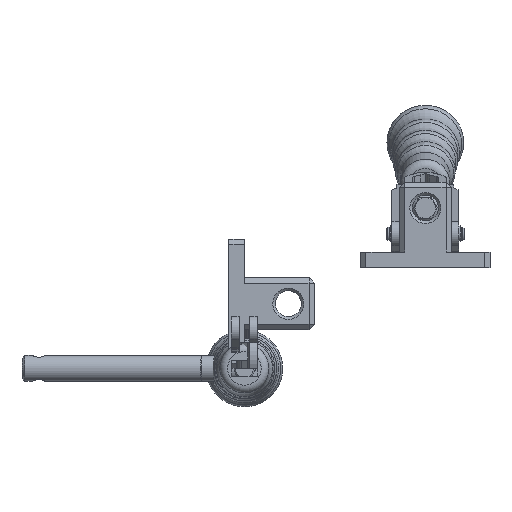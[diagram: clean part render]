
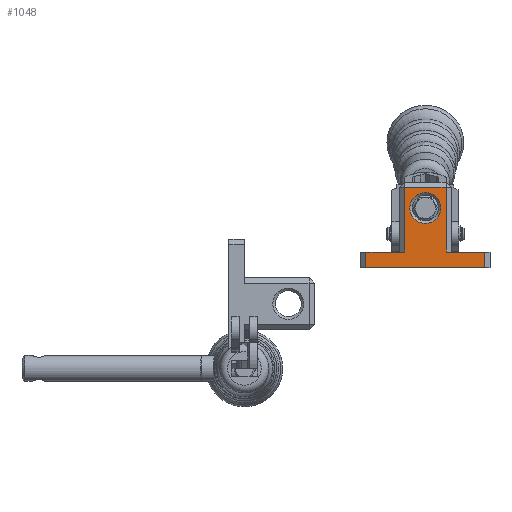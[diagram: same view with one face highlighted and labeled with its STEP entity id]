
A CAD part, left-side view. The second image highlights one B-rep face of the part: STEP entity #1048.
In plain terms, the highlighted face is planar.
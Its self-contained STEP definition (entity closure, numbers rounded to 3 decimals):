
#1048 = ADVANCED_FACE( '', ( #2307, #2308 ), #2309, .F. );
#2307 = FACE_BOUND( '', #3620, .T. );
#2308 = FACE_OUTER_BOUND( '', #3621, .T. );
#2309 = PLANE( '', #3622 );
#3620 = EDGE_LOOP( '', ( #5972 ) );
#3621 = EDGE_LOOP( '', ( #5973, #5974, #5975, #5976, #5977, #5978, #5979, #5980 ) );
#3622 = AXIS2_PLACEMENT_3D( '', #5981, #5982, #5983 );
#5972 = ORIENTED_EDGE( '', *, *, #6275, .T. );
#5973 = ORIENTED_EDGE( '', *, *, #6242, .T. );
#5974 = ORIENTED_EDGE( '', *, *, #6183, .T. );
#5975 = ORIENTED_EDGE( '', *, *, #6487, .T. );
#5976 = ORIENTED_EDGE( '', *, *, #6462, .F. );
#5977 = ORIENTED_EDGE( '', *, *, #6942, .T. );
#5978 = ORIENTED_EDGE( '', *, *, #6168, .T. );
#5979 = ORIENTED_EDGE( '', *, *, #6336, .T. );
#5980 = ORIENTED_EDGE( '', *, *, #6220, .T. );
#5981 = CARTESIAN_POINT( '', ( 0., 6., 50. ) );
#5982 = DIRECTION( '', ( -1., 0., 0. ) );
#5983 = DIRECTION( '', ( 0., 0., 1. ) );
#6168 = EDGE_CURVE( '', #7075, #7076, #7077, .T. );
#6183 = EDGE_CURVE( '', #7104, #7102, #7105, .T. );
#6220 = EDGE_CURVE( '', #7163, #7165, #7167, .T. );
#6242 = EDGE_CURVE( '', #7165, #7104, #7200, .T. );
#6275 = EDGE_CURVE( '', #7254, #7254, #7255, .T. );
#6336 = EDGE_CURVE( '', #7076, #7163, #7355, .T. );
#6462 = EDGE_CURVE( '', #7565, #7567, #7568, .T. );
#6487 = EDGE_CURVE( '', #7102, #7567, #7608, .T. );
#6942 = EDGE_CURVE( '', #7565, #7075, #8219, .T. );
#7075 = VERTEX_POINT( '', #8389 );
#7076 = VERTEX_POINT( '', #8390 );
#7077 = LINE( '', #8391, #8392 );
#7102 = VERTEX_POINT( '', #8427 );
#7104 = VERTEX_POINT( '', #8430 );
#7105 = LINE( '', #8431, #8432 );
#7163 = VERTEX_POINT( '', #8499 );
#7165 = VERTEX_POINT( '', #8502 );
#7167 = LINE( '', #8505, #8506 );
#7200 = LINE( '', #8546, #8547 );
#7254 = VERTEX_POINT( '', #8607 );
#7255 = CIRCLE( '', #8608, 6. );
#7355 = LINE( '', #8921, #8922 );
#7565 = VERTEX_POINT( '', #9216 );
#7567 = VERTEX_POINT( '', #9219 );
#7568 = LINE( '', #9220, #9221 );
#7608 = LINE( '', #9285, #9286 );
#8219 = LINE( '', #10054, #10055 );
#8389 = CARTESIAN_POINT( '', ( 0., 0., 48. ) );
#8390 = CARTESIAN_POINT( '', ( 0., 0., 33. ) );
#8391 = CARTESIAN_POINT( '', ( 0., 0., 50. ) );
#8392 = VECTOR( '', #10177, 1000. );
#8427 = CARTESIAN_POINT( '', ( 0., 0., 2. ) );
#8430 = CARTESIAN_POINT( '', ( 0., 0., 17. ) );
#8431 = CARTESIAN_POINT( '', ( 0., 0., 50. ) );
#8432 = VECTOR( '', #10195, 1000. );
#8499 = CARTESIAN_POINT( '', ( 0., -25., 33. ) );
#8502 = CARTESIAN_POINT( '', ( 0., -25., 17. ) );
#8505 = CARTESIAN_POINT( '', ( 0., -25., 15. ) );
#8506 = VECTOR( '', #10252, 1000. );
#8546 = CARTESIAN_POINT( '', ( 0., 6., 17. ) );
#8547 = VECTOR( '', #10284, 1000. );
#8607 = CARTESIAN_POINT( '', ( 0., -17., 31. ) );
#8608 = AXIS2_PLACEMENT_3D( '', #10339, #10340, #10341 );
#8921 = CARTESIAN_POINT( '', ( 0., 6., 33. ) );
#8922 = VECTOR( '', #10413, 1000. );
#9216 = CARTESIAN_POINT( '', ( 0., 6., 48. ) );
#9219 = CARTESIAN_POINT( '', ( 0., 6., 2. ) );
#9220 = CARTESIAN_POINT( '', ( 0., 6., 50. ) );
#9221 = VECTOR( '', #10601, 1000. );
#9285 = CARTESIAN_POINT( '', ( 0., 6., 2. ) );
#9286 = VECTOR( '', #10635, 1000. );
#10054 = CARTESIAN_POINT( '', ( 0., 6., 48. ) );
#10055 = VECTOR( '', #11129, 1000. );
#10177 = DIRECTION( '', ( 0., 0., -1. ) );
#10195 = DIRECTION( '', ( 0., 0., -1. ) );
#10252 = DIRECTION( '', ( 0., 0., -1. ) );
#10284 = DIRECTION( '', ( 0., 1., 0. ) );
#10339 = CARTESIAN_POINT( '', ( 0., -17., 25. ) );
#10340 = DIRECTION( '', ( -1., 0., 0. ) );
#10341 = DIRECTION( '', ( 0., 0., 1. ) );
#10413 = DIRECTION( '', ( 0., -1., 0. ) );
#10601 = DIRECTION( '', ( 0., 0., -1. ) );
#10635 = DIRECTION( '', ( 0., 1., 0. ) );
#11129 = DIRECTION( '', ( 0., -1., 0. ) );
